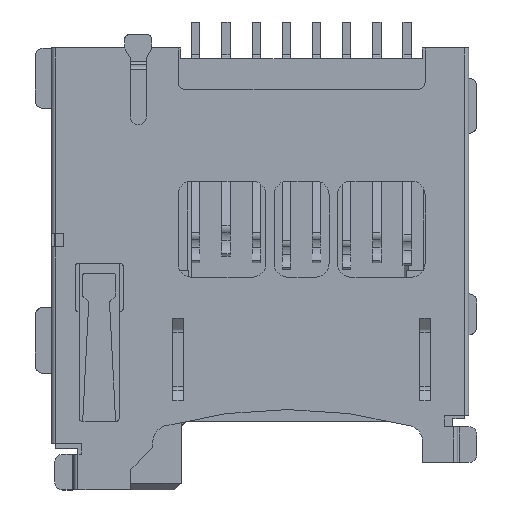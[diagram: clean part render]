
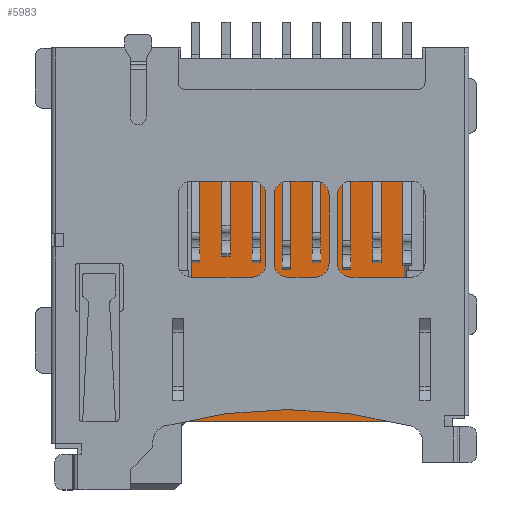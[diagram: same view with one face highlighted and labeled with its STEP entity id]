
A CAD part, top view. The second image highlights one B-rep face of the part: STEP entity #5983.
In plain terms, the highlighted planar face has unit normal (0, 0, 1).
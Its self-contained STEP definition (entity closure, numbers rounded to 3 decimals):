
#5821 = ORIENTED_EDGE ( 'NONE', *, *, #23088, .F. ) ;
#5822 = ORIENTED_EDGE ( 'NONE', *, *, #5823, .F. ) ;
#5823 = EDGE_CURVE ( 'NONE', #5824, #23085, #10306, .T. ) ;
#5824 = VERTEX_POINT ( 'NONE', #10299 ) ;
#5825 = ORIENTED_EDGE ( 'NONE', *, *, #5826, .F. ) ;
#5826 = EDGE_CURVE ( 'NONE', #5987, #5824, #10275, .T. ) ;
#5983 = ADVANCED_FACE ( 'NONE', ( #10860 ), #10864, .F. ) ;
#5984 = EDGE_LOOP ( 'NONE', ( #5985, #5989, #5991, #5992, #5993, #5994, #5821, #5822, #5825 ) ) ;
#5985 = ORIENTED_EDGE ( 'NONE', *, *, #5986, .T. ) ;
#5986 = EDGE_CURVE ( 'NONE', #5987, #5988, #10854, .T. ) ;
#5987 = VERTEX_POINT ( 'NONE', #10918 ) ;
#5988 = VERTEX_POINT ( 'NONE', #10855 ) ;
#5989 = ORIENTED_EDGE ( 'NONE', *, *, #5990, .F. ) ;
#5990 = EDGE_CURVE ( 'NONE', #22967, #5988, #10917, .T. ) ;
#5991 = ORIENTED_EDGE ( 'NONE', *, *, #22966, .F. ) ;
#5992 = ORIENTED_EDGE ( 'NONE', *, *, #22982, .F. ) ;
#5993 = ORIENTED_EDGE ( 'NONE', *, *, #23112, .F. ) ;
#5994 = ORIENTED_EDGE ( 'NONE', *, *, #8993, .F. ) ;
#8993 = EDGE_CURVE ( 'NONE', #23089, #23110, #24431, .T. ) ;
#10270 = DIRECTION ( 'NONE',  ( 0., 1., 0. ) ) ;
#10272 = VECTOR ( 'NONE', #10270, 1000. ) ;
#10274 = CARTESIAN_POINT ( 'NONE',  ( -2.88, 2.2, -0.4 ) ) ;
#10275 = LINE ( 'NONE', #10274, #10272 ) ;
#10299 = CARTESIAN_POINT ( 'NONE',  ( -2.88, 6., -0.4 ) ) ;
#10301 = DIRECTION ( 'NONE',  ( 1., 0., 0. ) ) ;
#10302 = VECTOR ( 'NONE', #10301, 1000. ) ;
#10304 = CARTESIAN_POINT ( 'NONE',  ( 0., 6., -0.4 ) ) ;
#10306 = LINE ( 'NONE', #10304, #10302 ) ;
#10854 = B_SPLINE_CURVE_WITH_KNOTS ( 'NONE', 3,
 ( #10916, #10915, #10914, #10913, #10912, #10911, #10910, #10909 ),
 .UNSPECIFIED., .F., .F.,
 ( 4, 2, 2, 4 ),
 ( 0., 0.25, 0.5, 1. ),
 .UNSPECIFIED. ) ;
#10855 = CARTESIAN_POINT ( 'NONE',  ( -2.58, 2.5, -0.4 ) ) ;
#10856 = DIRECTION ( 'NONE',  ( -1., 0., 0. ) ) ;
#10857 = DIRECTION ( 'NONE',  ( 0., 0., -1. ) ) ;
#10858 = CARTESIAN_POINT ( 'NONE',  ( -2.88, 0., -0.4 ) ) ;
#10859 = AXIS2_PLACEMENT_3D ( 'NONE', #10858, #10857, #10856 ) ;
#10860 = FACE_OUTER_BOUND ( 'NONE', #5984, .T. ) ;
#10864 = PLANE ( 'NONE',  #10859 ) ;
#10906 = DIRECTION ( 'NONE',  ( -1., 0., 0. ) ) ;
#10907 = VECTOR ( 'NONE', #10906, 1000. ) ;
#10908 = CARTESIAN_POINT ( 'NONE',  ( 5.62, 2.5, -0.4 ) ) ;
#10909 = CARTESIAN_POINT ( 'NONE',  ( -2.58, 2.5, -0.4 ) ) ;
#10910 = CARTESIAN_POINT ( 'NONE',  ( -2.663, 2.499, -0.4 ) ) ;
#10911 = CARTESIAN_POINT ( 'NONE',  ( -2.734, 2.47, -0.4 ) ) ;
#10912 = CARTESIAN_POINT ( 'NONE',  ( -2.821, 2.383, -0.4 ) ) ;
#10913 = CARTESIAN_POINT ( 'NONE',  ( -2.844, 2.348, -0.4 ) ) ;
#10914 = CARTESIAN_POINT ( 'NONE',  ( -2.872, 2.278, -0.4 ) ) ;
#10915 = CARTESIAN_POINT ( 'NONE',  ( -2.88, 2.24, -0.4 ) ) ;
#10916 = CARTESIAN_POINT ( 'NONE',  ( -2.88, 2.2, -0.4 ) ) ;
#10917 = LINE ( 'NONE', #10908, #10907 ) ;
#10918 = CARTESIAN_POINT ( 'NONE',  ( -2.88, 2.2, -0.4 ) ) ;
#16547 = CARTESIAN_POINT ( 'NONE',  ( 5.52, 6., -0.4 ) ) ;
#16549 = DIRECTION ( 'NONE',  ( 1., 0., 0. ) ) ;
#16550 = VECTOR ( 'NONE', #16549, 1000. ) ;
#16551 = CARTESIAN_POINT ( 'NONE',  ( -2.88, 6., -0.4 ) ) ;
#16557 = LINE ( 'NONE', #16551, #16550 ) ;
#16583 = CARTESIAN_POINT ( 'NONE',  ( 5.52, 2.5, -0.4 ) ) ;
#16584 = DIRECTION ( 'NONE',  ( 0., -1., 0. ) ) ;
#16585 = VECTOR ( 'NONE', #16584, 1000. ) ;
#16586 = CARTESIAN_POINT ( 'NONE',  ( 5.52, 0., -0.4 ) ) ;
#16592 = LINE ( 'NONE', #16586, #16585 ) ;
#16788 = CARTESIAN_POINT ( 'NONE',  ( -2.51, 11.52, -0.4 ) ) ;
#16789 = DIRECTION ( 'NONE',  ( 0., 1., 0. ) ) ;
#16790 = VECTOR ( 'NONE', #16789, 1000. ) ;
#16791 = CARTESIAN_POINT ( 'NONE',  ( -2.51, 0., -0.4 ) ) ;
#16792 = LINE ( 'NONE', #16791, #16790 ) ;
#16794 = CARTESIAN_POINT ( 'NONE',  ( -2.51, 6., -0.4 ) ) ;
#16837 = CARTESIAN_POINT ( 'NONE',  ( 5.25, 6., -0.4 ) ) ;
#16838 = DIRECTION ( 'NONE',  ( 0., -1., 0. ) ) ;
#16839 = VECTOR ( 'NONE', #16838, 1000. ) ;
#16840 = CARTESIAN_POINT ( 'NONE',  ( 5.25, 0., -0.4 ) ) ;
#16841 = LINE ( 'NONE', #16840, #16839 ) ;
#16842 = CARTESIAN_POINT ( 'NONE',  ( 5.25, 11.52, -0.4 ) ) ;
#22966 = EDGE_CURVE ( 'NONE', #22983, #22967, #16592, .T. ) ;
#22967 = VERTEX_POINT ( 'NONE', #16583 ) ;
#22982 = EDGE_CURVE ( 'NONE', #23113, #22983, #16557, .T. ) ;
#22983 = VERTEX_POINT ( 'NONE', #16547 ) ;
#23085 = VERTEX_POINT ( 'NONE', #16794 ) ;
#23088 = EDGE_CURVE ( 'NONE', #23085, #23089, #16792, .T. ) ;
#23089 = VERTEX_POINT ( 'NONE', #16788 ) ;
#23110 = VERTEX_POINT ( 'NONE', #16842 ) ;
#23112 = EDGE_CURVE ( 'NONE', #23110, #23113, #16841, .T. ) ;
#23113 = VERTEX_POINT ( 'NONE', #16837 ) ;
#24428 = DIRECTION ( 'NONE',  ( 1., 0., 0. ) ) ;
#24429 = VECTOR ( 'NONE', #24428, 1000. ) ;
#24430 = CARTESIAN_POINT ( 'NONE',  ( -2.88, 11.52, -0.4 ) ) ;
#24431 = LINE ( 'NONE', #24430, #24429 ) ;
